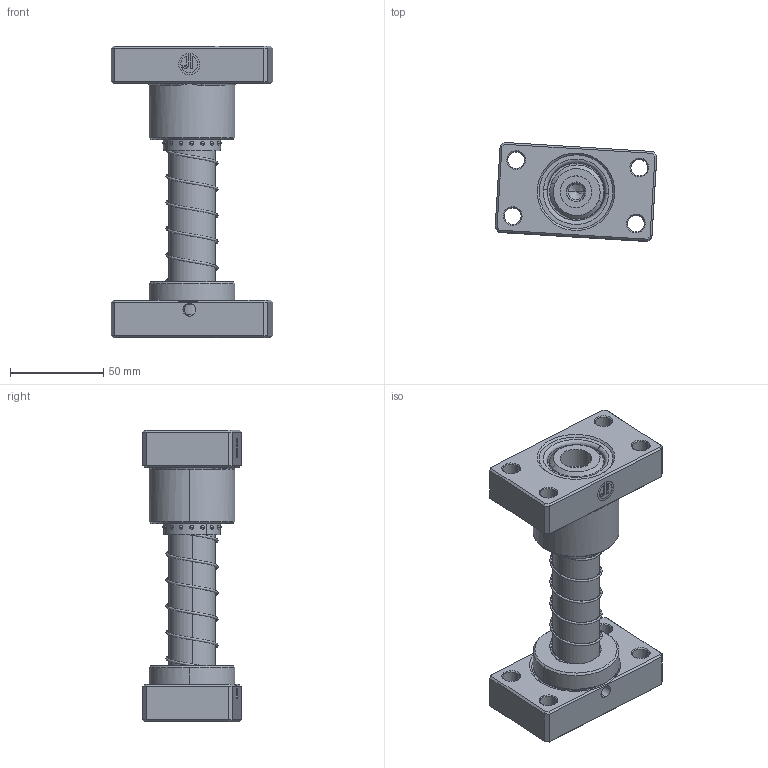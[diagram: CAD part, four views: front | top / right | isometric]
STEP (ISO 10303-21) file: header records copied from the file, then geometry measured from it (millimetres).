
FILE_DESCRIPTION (( 'STEP AP214' ), '1' );
FILE_NAME ('HYJK-D25-L130.STEP', '2021-09-23T23:59:56', ( 'User' ), ( 'china' ), 'SwSTEP 2.0', 'SolidWorks 2016', '' );
FILE_SCHEMA (( 'AUTOMOTIVE_DESIGN' ));
Length unit declared in the file: millimetre
Products named in the file (9): SAB-D25傍杶; SAB-D25; MGMK-D25-L130; HYJK-D25-L130; HYAK嘐隅結輸-PD25; MGH-D25; HWP-D27.5-d25.5-L100; BJ-30.5-25.5-L50
Assembly tree (8 placements, depth 3):
  HYJK-D25-L130
    MGMK-D25-L130
    SAB-D25
      SAB-D25
      SAB-D25傍杶
    BJ-30.5-25.5-L50
    HWP-D27.5-d25.5-L100
    MGH-D25
    HYAK嘐隅結輸-PD25
Bounding box: 86.53 x 52.8 x 156.06 mm (x, y, z)
Volume: 243471.7 mm3; surface area: 80394.4 mm2
Topology: 7 solids, 7 shells, 735 faces, 1572 edges, 1091 vertices
Faces by surface type: sphere 512, plane 80, cylinder 64, cone 58, torus 11, bspline 10
Entity records: 38122 total; most frequent: CARTESIAN_POINT 16388, DIRECTION 3196, ORIENTED_EDGE 3132, EDGE_CURVE 1566, AXIS2_PLACEMENT_3D 1457, VERTEX_POINT 1091, EDGE_LOOP 1009, FACE_OUTER_BOUND 735
